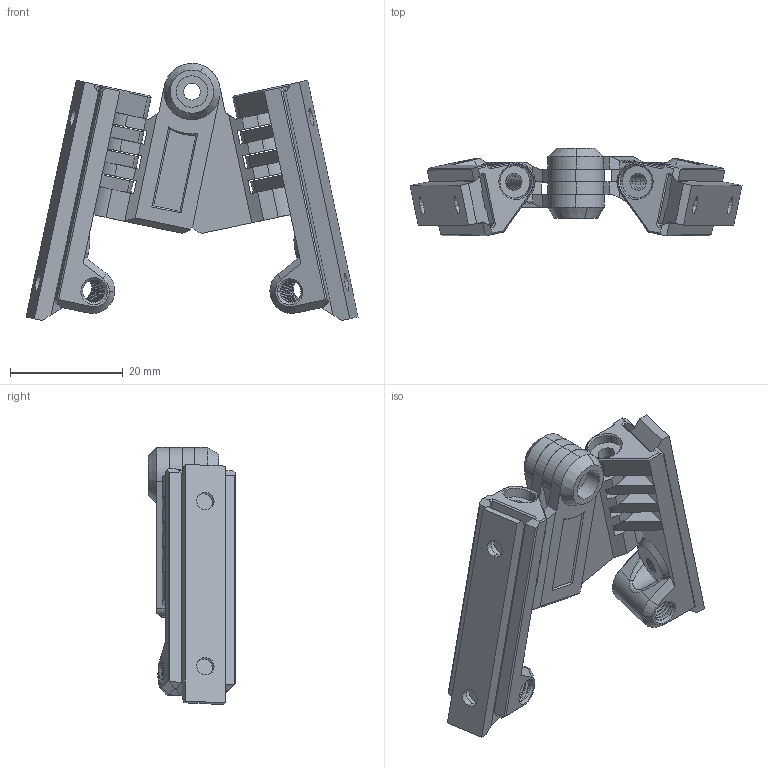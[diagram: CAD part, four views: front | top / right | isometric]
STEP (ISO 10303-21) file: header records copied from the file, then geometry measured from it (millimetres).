
FILE_DESCRIPTION (( 'STEP AP214' ), '1' );
FILE_NAME ('TripleHingeBridge.STEP', '2024-08-17T15:06:12', ( '' ), ( '' ), 'SwSTEP 2.0', 'SolidWorks 2023', '' );
FILE_SCHEMA (( 'AUTOMOTIVE_DESIGN' ));
Length unit declared in the file: millimetre
Products named in the file (6): outerHinge^tentBridge; innerHinge^tentBridge_right; MirrorPart2^tentBridge; bookendRail; innerHinge^tentBridge_left; TripleHingeBridge
Assembly tree (6 placements, depth 2):
  TripleHingeBridge
    bookendRail  x2
    outerHinge^tentBridge
    innerHinge^tentBridge_right
    innerHinge^tentBridge_left
    MirrorPart2^tentBridge
Bounding box: 58.99 x 15.55 x 45.68 mm (x, y, z)
Volume: 9886.5 mm3; surface area: 12404 mm2
Topology: 12 solids, 12 shells, 521 faces, 1380 edges, 891 vertices
Faces by surface type: plane 256, cylinder 192, cone 55, bspline 18
Entity records: 21354 total; most frequent: CARTESIAN_POINT 9728, ORIENTED_EDGE 2504, DIRECTION 2227, EDGE_CURVE 1252, VERTEX_POINT 809, AXIS2_PLACEMENT_3D 753, VECTOR 721, LINE 721
